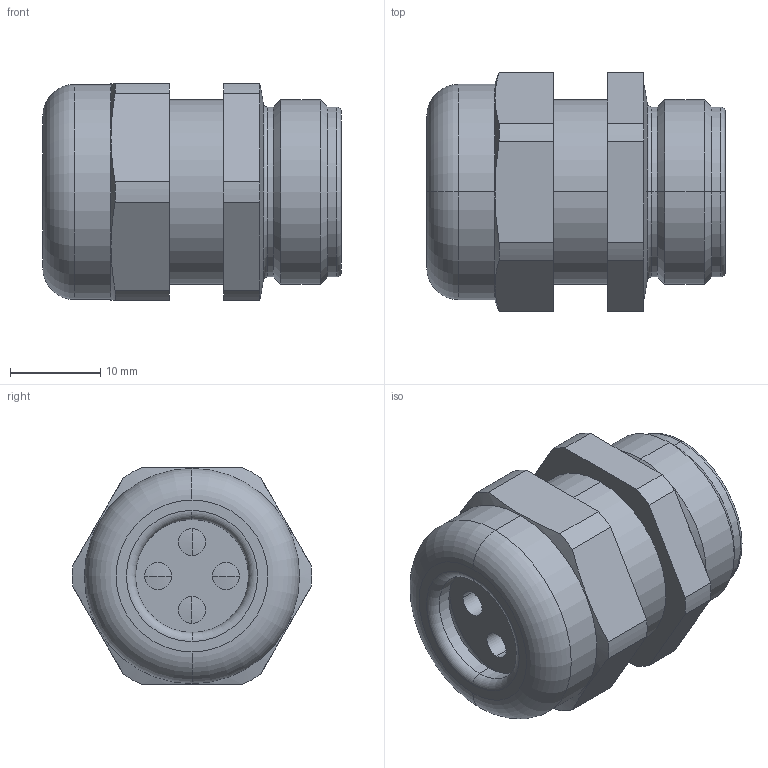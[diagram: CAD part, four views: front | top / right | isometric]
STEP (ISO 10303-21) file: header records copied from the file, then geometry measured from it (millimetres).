
FILE_DESCRIPTION (( 'STEP AP203' ), '1' );
FILE_NAME ('Z6701308ind1.STEP', '2025-12-04T14:40:06', ( '' ), ( '' ), 'SwSTEP 2.0', 'SolidWorks 2024', '' );
FILE_SCHEMA (( 'CONFIG_CONTROL_DESIGN' ));
Length unit declared in the file: millimetre
Products named in the file (4): G8213000indE; G8213400indD; D9713707; Z6701308ind1
Assembly tree (3 placements, depth 2):
  Z6701308ind1
    G8213400indD
    G8213000indE
    D9713707
Bounding box: 33 x 26.49 x 24 mm (x, y, z)
Volume: 10682.2 mm3; surface area: 7763.6 mm2
Topology: 3 solids, 3 shells, 136 faces, 321 edges, 199 vertices
Faces by surface type: cylinder 50, plane 48, cone 16, torus 14, sphere 8
Entity records: 4384 total; most frequent: CARTESIAN_POINT 744, DIRECTION 738, ORIENTED_EDGE 642, EDGE_CURVE 321, AXIS2_PLACEMENT_3D 293, VERTEX_POINT 199, LINE 152, VECTOR 152
